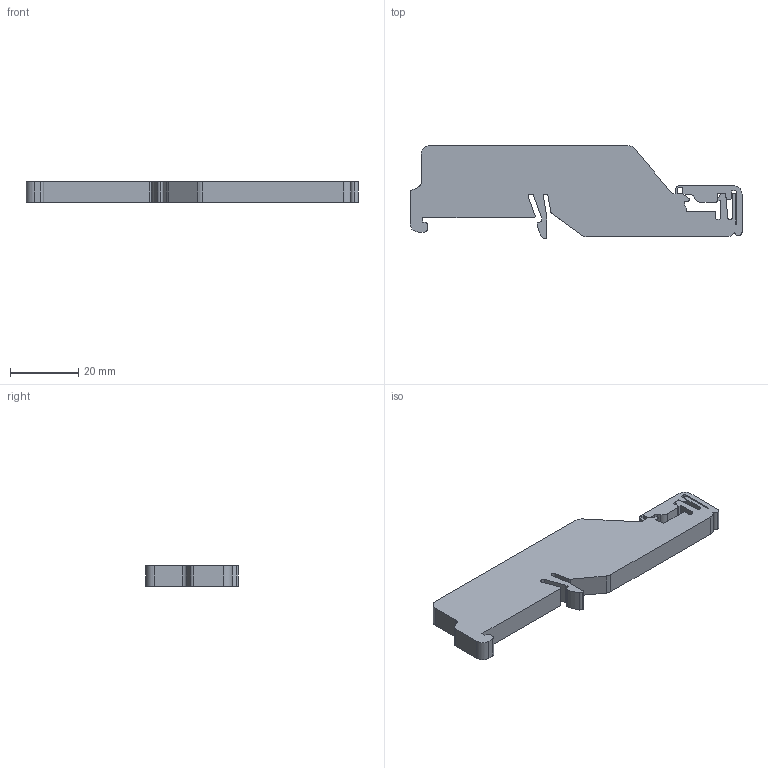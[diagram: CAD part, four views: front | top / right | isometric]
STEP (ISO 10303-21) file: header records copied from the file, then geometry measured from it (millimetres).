
FILE_DESCRIPTION(/* description */ ('Alibre Inc.'),/* implementation_level */ '2;1');
FILE_NAME(/* name */ 'export-EC8B536F-62B2-459E-8D83-AE472F773323',/* time_stamp */ '2023-04-15T14:13:45+02:00',/* author */ (''),/* organization */ (''),/* preprocessor_version */ 'ST-DEVELOPER v17',/* originating_system */ 'Alibre',/* authorisation */ '');
FILE_SCHEMA (('AUTOMOTIVE_DESIGN'));
Length unit declared in the file: millimetre
Products named in the file (2): 3026489_AB_SK_65-select
Bounding box: 97.3 x 27.2 x 6.15 mm (x, y, z)
Volume: 11822.5 mm3; surface area: 6173 mm2
Topology: 1 solids, 1 shells, 103 faces, 303 edges, 202 vertices
Faces by surface type: plane 60, cylinder 43
Entity records: 3400 total; most frequent: ORIENTED_EDGE 606, CARTESIAN_POINT 604, DIRECTION 527, EDGE_CURVE 303, VECTOR 217, LINE 217, VERTEX_POINT 202, AXIS2_PLACEMENT_3D 185
